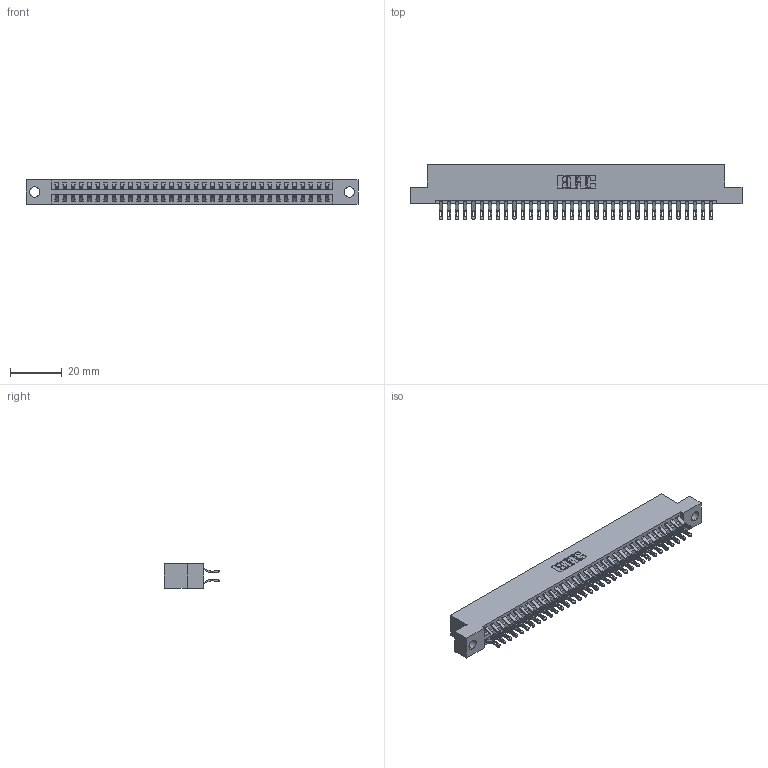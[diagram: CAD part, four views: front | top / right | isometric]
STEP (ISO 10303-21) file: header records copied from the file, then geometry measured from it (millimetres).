
FILE_DESCRIPTION (( 'STEP AP203' ), '1' );
FILE_NAME ('346-068-555-204.STEP', '2018-08-28T22:08:18', ( '' ), ( '' ), 'SwSTEP 2.0', 'SolidWorks 2016', '' );
FILE_SCHEMA (( 'CONFIG_CONTROL_DESIGN' ));
Length unit declared in the file: inch
Products named in the file (3): 346 Part_Flush Mounting Lugs - 0.156 Dia-TH; 345-292-001_555 Tail; 346-068-555-204
Assembly tree (69 placements, depth 2):
  346-068-555-204
    346 Part_Flush Mounting Lugs - 0.156 Dia-TH
    345-292-001_555 Tail  x68
Bounding box: 128.52 x 21.46 x 9.4 mm (x, y, z)
Volume: 12579.9 mm3; surface area: 17682.7 mm2
Topology: 69 solids, 69 shells, 4066 faces, 12773 edges, 8514 vertices
Faces by surface type: plane 2320, cylinder 1746
Entity records: 23595 total; most frequent: CARTESIAN_POINT 3934, ORIENTED_EDGE 3838, DIRECTION 3487, EDGE_CURVE 1919, VECTOR 1631, LINE 1631, VERTEX_POINT 1278, AXIS2_PLACEMENT_3D 928
